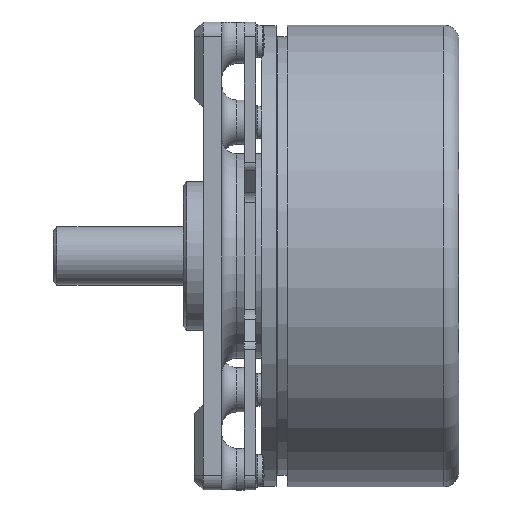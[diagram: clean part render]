
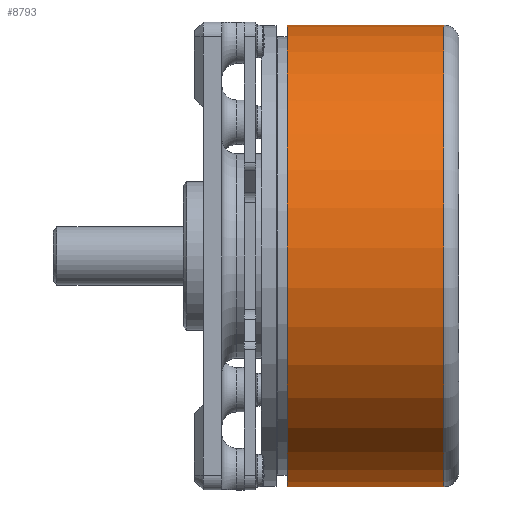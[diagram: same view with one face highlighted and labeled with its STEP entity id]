
A CAD part, front view. The second image highlights one B-rep face of the part: STEP entity #8793.
In plain terms, the highlighted cylindrical face has radius 31.1 mm (diameter 62.2 mm), a full revolution.
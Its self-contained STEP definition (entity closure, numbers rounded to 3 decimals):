
#8762=CARTESIAN_POINT('',(35.1,23.121,-20.8));
#8763=VERTEX_POINT('',#8762);
#8764=CARTESIAN_POINT('',(35.1,0.,0.));
#8765=DIRECTION('',(1.0,0.,0.));
#8766=DIRECTION('',(0.,0.743,-0.669));
#8767=AXIS2_PLACEMENT_3D('',#8764,#8765,#8766);
#8768=CIRCLE('',#8767,31.1);
#8769=EDGE_CURVE('',#8763,#8763,#8768,.T.);
#8774=CARTESIAN_POINT('',(24.55,0.,0.));
#8775=DIRECTION('',(1.0,0.,0.));
#8776=DIRECTION('',(0.,0.743,-0.669));
#8777=AXIS2_PLACEMENT_3D('',#8774,#8775,#8776);
#8778=CYLINDRICAL_SURFACE('',#8777,31.1);
#8779=ORIENTED_EDGE('',*,*,#8769,.F.);
#8780=EDGE_LOOP('',(#8779));
#8781=FACE_OUTER_BOUND('',#8780,.T.);
#8782=CARTESIAN_POINT('',(14.,23.121,-20.8));
#8783=VERTEX_POINT('',#8782);
#8784=CARTESIAN_POINT('',(14.,0.,0.));
#8785=DIRECTION('',(1.0,0.,0.));
#8786=DIRECTION('',(0.,0.743,-0.669));
#8787=AXIS2_PLACEMENT_3D('',#8784,#8785,#8786);
#8788=CIRCLE('',#8787,31.1);
#8789=EDGE_CURVE('',#8783,#8783,#8788,.T.);
#8790=ORIENTED_EDGE('',*,*,#8789,.T.);
#8791=EDGE_LOOP('',(#8790));
#8792=FACE_BOUND('',#8791,.T.);
#8793=ADVANCED_FACE('',(#8781,#8792),#8778,.T.);
